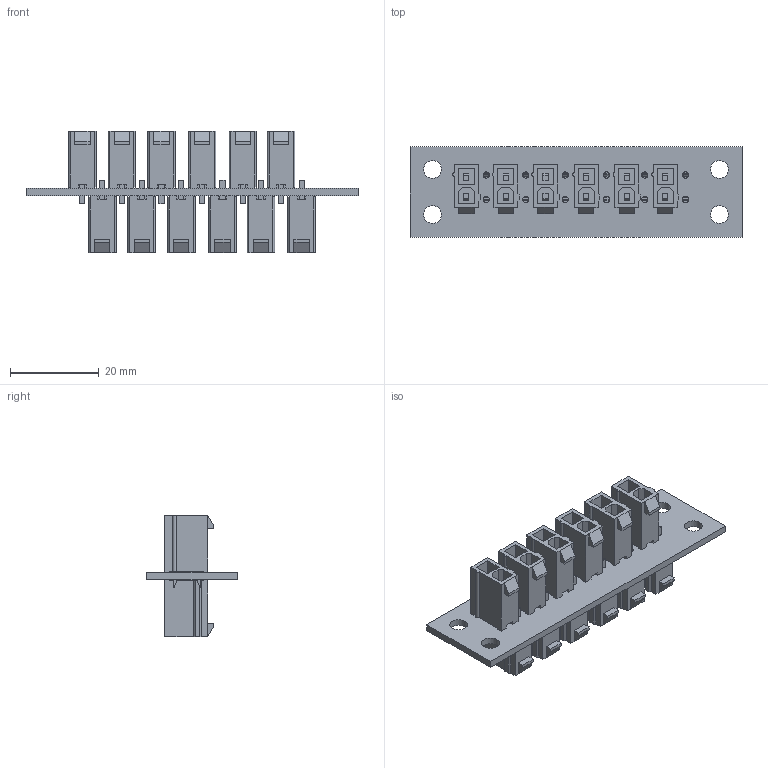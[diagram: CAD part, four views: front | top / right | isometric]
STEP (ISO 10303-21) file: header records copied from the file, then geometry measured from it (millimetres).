
FILE_DESCRIPTION(('KiCad electronic assembly'),'2;1');
FILE_NAME('ABSIS_AUX_Bulkhead_Connector.step','2021-11-14T17:32:27',( 'An Author'),('A Company'),'Open CASCADE STEP processor 6.9', 'KiCad to STEP converter','Unknown');
FILE_SCHEMA(('AUTOMOTIVE_DESIGN { 1 0 10303 214 1 1 1 1 }'));
Length unit declared in the file: millimetre
Products named in the file (4): Open CASCADE STEP translator 6.9 1; 039281023; COMPOUND
Assembly tree (14 placements, depth 3):
  Open CASCADE STEP translator 6.9 1
    039281023  x12
      COMPOUND
    COMPOUND
Bounding box: 74.68 x 20.32 x 27.3 mm (x, y, z)
Volume: 7724 mm3; surface area: 13647.5 mm2
Topology: 13 solids, 13 shells, 958 faces, 2604 edges, 1792 vertices
Faces by surface type: plane 918, cylinder 40
Full cylindrical faces by diameter (mm): 1.4 x24, 4 x4
Entity records: 7920 total; most frequent: CARTESIAN_POINT 1631, DIRECTION 1162, LINE 785, VECTOR 785, ORIENTED_EDGE 602, PCURVE 602, DEFINITIONAL_REPRESENTATION 602, EDGE_CURVE 301
